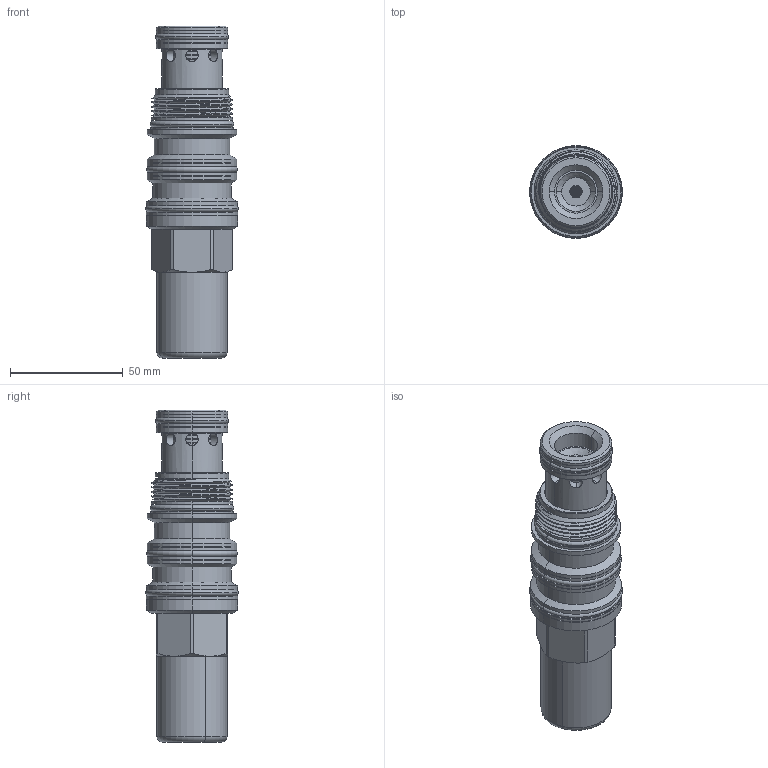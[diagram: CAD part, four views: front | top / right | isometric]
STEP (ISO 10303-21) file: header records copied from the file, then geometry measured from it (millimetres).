
FILE_DESCRIPTION (( 'STEP AP203' ), '1' );
FILE_NAME ('RV23A40-C.STEP', '2020-03-25T00:50:00', ( '' ), ( '' ), 'SwSTEP 2.0', 'SolidWorks 2018', '' );
FILE_SCHEMA (( 'CONFIG_CONTROL_DESIGN' ));
Products named in the file (1): RV23A40-C
Bounding box: 41.18 x 41.18 x 147.46 mm (x, y, z)
Volume: 112668 mm3; surface area: 37508.3 mm2
Topology: 11 solids, 11 shells, 837 faces, 2306 edges, 1442 vertices
Faces by surface type: cylinder 629, plane 89, cone 60, torus 48, bspline 7, sphere 4
Entity records: 56168 total; most frequent: CARTESIAN_POINT 35793, ORIENTED_EDGE 4608, DIRECTION 3437, EDGE_CURVE 2304, VERTEX_POINT 1442, AXIS2_PLACEMENT_3D 1363, EDGE_LOOP 1252, B_SPLINE_CURVE_WITH_KNOTS 995
